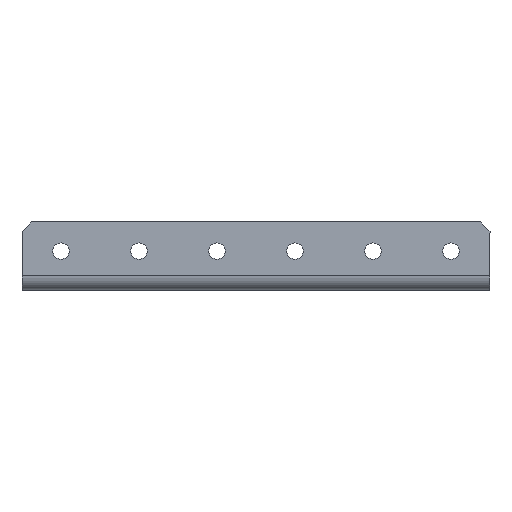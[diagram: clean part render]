
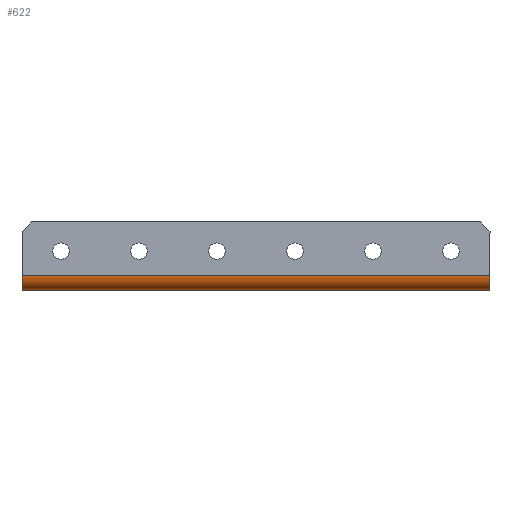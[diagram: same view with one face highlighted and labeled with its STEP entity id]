
A CAD part, front view. The second image highlights one B-rep face of the part: STEP entity #622.
In plain terms, the highlighted cylindrical face has radius 4.699 mm (diameter 9.398 mm), a partial arc.
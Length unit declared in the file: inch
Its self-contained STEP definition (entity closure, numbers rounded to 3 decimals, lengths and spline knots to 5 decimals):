
#128 = DIRECTION ( 'NONE',  ( -1., 0., 0. ) ) ;
#214 = DIRECTION ( 'NONE',  ( 0., 1., 0. ) ) ;
#241 = VERTEX_POINT ( 'NONE', #2856 ) ;
#337 = DIRECTION ( 'NONE',  ( 1., 0., 0. ) ) ;
#342 = EDGE_CURVE ( 'NONE', #766, #2351, #3113, .T. ) ;
#585 = ORIENTED_EDGE ( 'NONE', *, *, #342, .F. ) ;
#622 = ADVANCED_FACE ( 'NONE', ( #2800 ), #3784, .T. ) ;
#730 = CARTESIAN_POINT ( 'NONE',  ( -3., -2., 0.06 ) ) ;
#766 = VERTEX_POINT ( 'NONE', #2928 ) ;
#1062 = CARTESIAN_POINT ( 'NONE',  ( -3., -2., 0.06 ) ) ;
#1066 = CARTESIAN_POINT ( 'NONE',  ( -3., -1.815, 0.06 ) ) ;
#1260 = ORIENTED_EDGE ( 'NONE', *, *, #2789, .F. ) ;
#1507 = DIRECTION ( 'NONE',  ( 1., 0., 0. ) ) ;
#1588 = DIRECTION ( 'NONE',  ( 0., 1., 0. ) ) ;
#1604 = VECTOR ( 'NONE', #2218, 39.37008 ) ;
#1637 = EDGE_CURVE ( 'NONE', #2549, #2351, #3887, .T. ) ;
#2218 = DIRECTION ( 'NONE',  ( -1., 0., 0. ) ) ;
#2264 = EDGE_LOOP ( 'NONE', ( #1260, #3275, #2444, #585 ) ) ;
#2351 = VERTEX_POINT ( 'NONE', #1062 ) ;
#2405 = DIRECTION ( 'NONE',  ( -1., 0., 0. ) ) ;
#2444 = ORIENTED_EDGE ( 'NONE', *, *, #1637, .T. ) ;
#2457 = AXIS2_PLACEMENT_3D ( 'NONE', #1066, #2405, #214 ) ;
#2504 = DIRECTION ( 'NONE',  ( 0., -1., 0. ) ) ;
#2530 = AXIS2_PLACEMENT_3D ( 'NONE', #3083, #1507, #2504 ) ;
#2549 = VERTEX_POINT ( 'NONE', #2611 ) ;
#2611 = CARTESIAN_POINT ( 'NONE',  ( 3., -2., 0.06 ) ) ;
#2697 = AXIS2_PLACEMENT_3D ( 'NONE', #3171, #337, #1588 ) ;
#2789 = EDGE_CURVE ( 'NONE', #241, #766, #3461, .T. ) ;
#2800 = FACE_OUTER_BOUND ( 'NONE', #2264, .T. ) ;
#2856 = CARTESIAN_POINT ( 'NONE',  ( 3., -1.815, -0.125 ) ) ;
#2928 = CARTESIAN_POINT ( 'NONE',  ( -3., -1.815, -0.125 ) ) ;
#3072 = CIRCLE ( 'NONE', #2697, 0.185 ) ;
#3083 = CARTESIAN_POINT ( 'NONE',  ( 3., -1.815, 0.06 ) ) ;
#3113 = CIRCLE ( 'NONE', #2457, 0.185 ) ;
#3150 = CARTESIAN_POINT ( 'NONE',  ( 3., -1.815, -0.125 ) ) ;
#3171 = CARTESIAN_POINT ( 'NONE',  ( 3., -1.815, 0.06 ) ) ;
#3275 = ORIENTED_EDGE ( 'NONE', *, *, #3305, .F. ) ;
#3305 = EDGE_CURVE ( 'NONE', #2549, #241, #3072, .T. ) ;
#3461 = LINE ( 'NONE', #3150, #1604 ) ;
#3784 = CYLINDRICAL_SURFACE ( 'NONE', #2530, 0.185 ) ;
#3887 = LINE ( 'NONE', #730, #4005 ) ;
#4005 = VECTOR ( 'NONE', #128, 39.37008 ) ;
